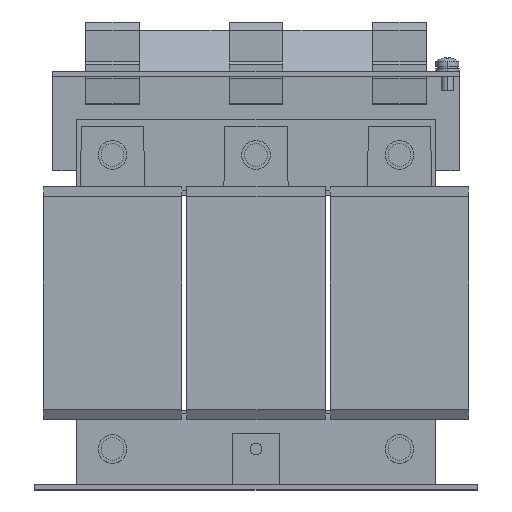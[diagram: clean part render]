
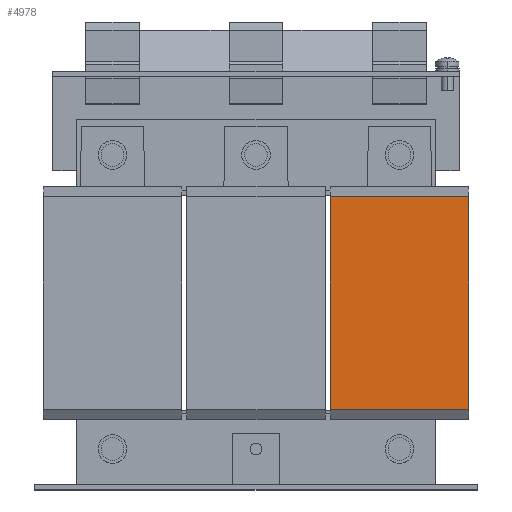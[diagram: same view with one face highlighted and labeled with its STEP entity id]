
A CAD part, top view. The second image highlights one B-rep face of the part: STEP entity #4978.
In plain terms, the highlighted planar face has unit normal (0, 0, 1).
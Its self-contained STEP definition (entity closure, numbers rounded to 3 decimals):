
#1492 = VERTEX_POINT ( 'NONE', #11248 ) ;
#2832 = DIRECTION ( 'NONE',  ( 0., -1., 0. ) ) ;
#3182 = VECTOR ( 'NONE', #20543, 1000. ) ;
#3773 = DIRECTION ( 'NONE',  ( 0., -1., 0. ) ) ;
#3855 = EDGE_CURVE ( 'NONE', #18497, #1492, #25387, .T. ) ;
#4978 = ADVANCED_FACE ( 'NONE', ( #21318 ), #9198, .F. ) ;
#5559 = EDGE_CURVE ( 'NONE', #1492, #20288, #23464, .T. ) ;
#5835 = CARTESIAN_POINT ( 'NONE',  ( 31., 33.5, 33.45 ) ) ;
#7088 = CARTESIAN_POINT ( 'NONE',  ( 89., 33.5, 33.45 ) ) ;
#8102 = ORIENTED_EDGE ( 'NONE', *, *, #24853, .T. ) ;
#9101 = CARTESIAN_POINT ( 'NONE',  ( 89., 33.5, 33.45 ) ) ;
#9175 = CARTESIAN_POINT ( 'NONE',  ( 31., 33.5, 33.45 ) ) ;
#9198 = PLANE ( 'NONE',  #11978 ) ;
#10523 = CARTESIAN_POINT ( 'NONE',  ( 89., 122.5, 33.45 ) ) ;
#11166 = ORIENTED_EDGE ( 'NONE', *, *, #21675, .T. ) ;
#11248 = CARTESIAN_POINT ( 'NONE',  ( 89., 33.5, 33.45 ) ) ;
#11935 = ORIENTED_EDGE ( 'NONE', *, *, #5559, .F. ) ;
#11978 = AXIS2_PLACEMENT_3D ( 'NONE', #9101, #20772, #24662 ) ;
#12134 = VERTEX_POINT ( 'NONE', #24434 ) ;
#13412 = EDGE_LOOP ( 'NONE', ( #11166, #11935, #18613, #8102 ) ) ;
#13489 = LINE ( 'NONE', #5835, #14741 ) ;
#14741 = VECTOR ( 'NONE', #3773, 1000. ) ;
#16433 = VECTOR ( 'NONE', #2832, 1000. ) ;
#18497 = VERTEX_POINT ( 'NONE', #20235 ) ;
#18613 = ORIENTED_EDGE ( 'NONE', *, *, #3855, .F. ) ;
#20152 = LINE ( 'NONE', #10523, #3182 ) ;
#20235 = CARTESIAN_POINT ( 'NONE',  ( 89., 122.5, 33.45 ) ) ;
#20288 = VERTEX_POINT ( 'NONE', #9175 ) ;
#20543 = DIRECTION ( 'NONE',  ( -1., 0., 0. ) ) ;
#20733 = DIRECTION ( 'NONE',  ( -1., 0., 0. ) ) ;
#20772 = DIRECTION ( 'NONE',  ( 0., 0., -1. ) ) ;
#21318 = FACE_OUTER_BOUND ( 'NONE', #13412, .T. ) ;
#21675 = EDGE_CURVE ( 'NONE', #12134, #20288, #13489, .T. ) ;
#22481 = CARTESIAN_POINT ( 'NONE',  ( 89., 33.5, 33.45 ) ) ;
#22490 = VECTOR ( 'NONE', #20733, 1000. ) ;
#23464 = LINE ( 'NONE', #7088, #22490 ) ;
#24434 = CARTESIAN_POINT ( 'NONE',  ( 31., 122.5, 33.45 ) ) ;
#24662 = DIRECTION ( 'NONE',  ( 0., 1., 0. ) ) ;
#24853 = EDGE_CURVE ( 'NONE', #18497, #12134, #20152, .T. ) ;
#25387 = LINE ( 'NONE', #22481, #16433 ) ;
